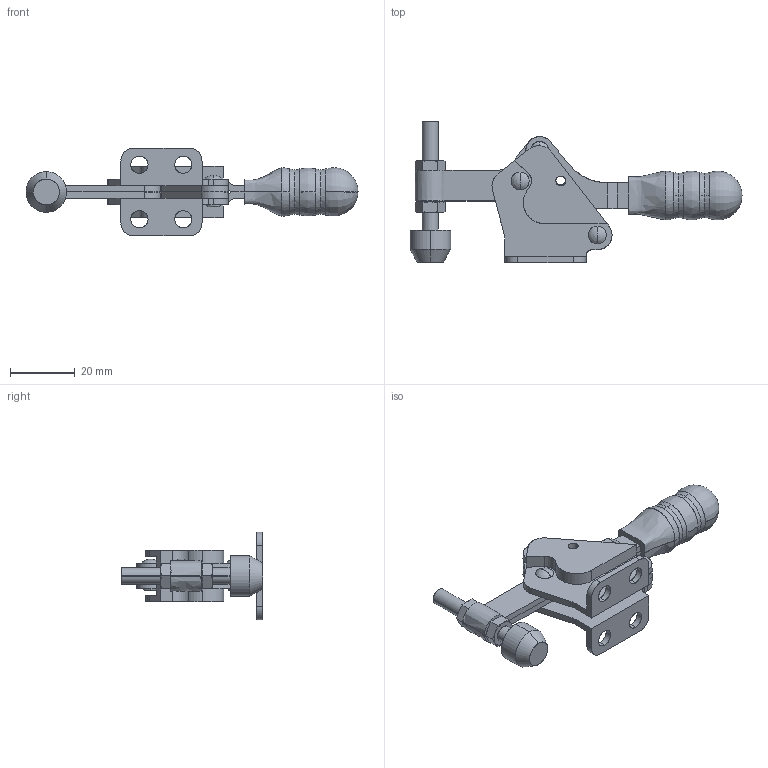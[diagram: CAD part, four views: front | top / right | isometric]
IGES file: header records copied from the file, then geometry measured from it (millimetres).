
Start section: SolidWorks IGES file using analytic representation for surfaces
Global section: file name: 1HGH-20752-C(簡化).IGS; native system: SolidWorks 2016; preprocessor: SolidWorks 2016; author: LinWei; date: 200714.083507; units: millimetre
Bounding box: 102.3 x 43.54 x 27 mm (x, y, z)
Surface area: 12897.4 mm2 (no closed solid volume)
Topology: 0 solids, 0 shells, 270 faces, 4092 edges, 4087 vertices
Faces by surface type: revolution 152, bspline 118
